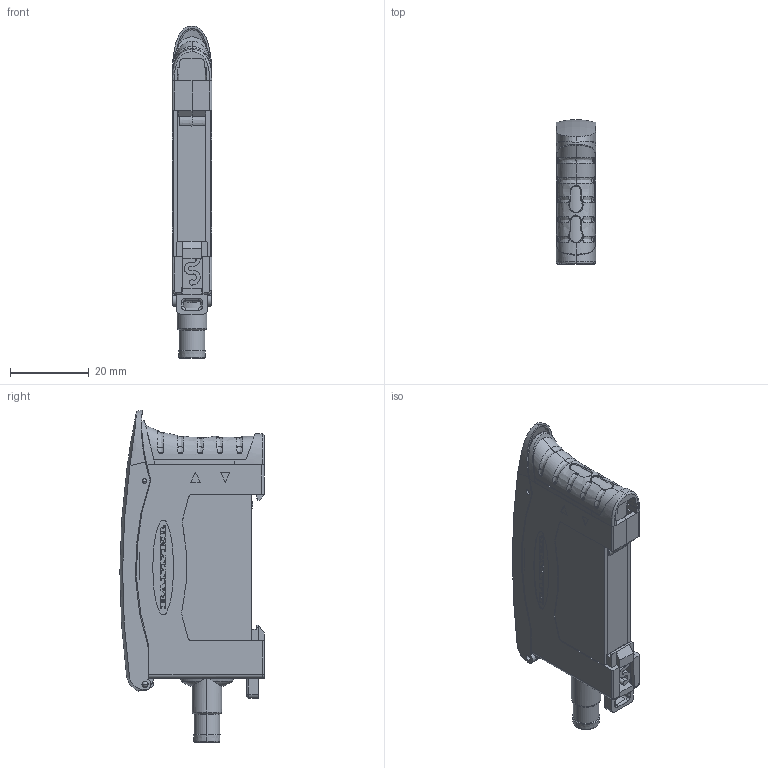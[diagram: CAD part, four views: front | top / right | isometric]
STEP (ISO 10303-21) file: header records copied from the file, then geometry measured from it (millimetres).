
FILE_DESCRIPTION((''),'2;1');
FILE_NAME('156685_SM01_ASM','2022-06-23T13:32:36',('PDMAdmin'),('BANNER ENGINEERING'),'CREO PARAMETRIC BY PTC INC, 2019292','CREO PARAMETRIC BY PTC INC, 2019292','');
FILE_SCHEMA(('CONFIG_CONTROL_DESIGN'));
Products named in the file (2): 156685_EP01; 156685_SM01_ASM
Assembly tree (1 placements, depth 2):
  156685_SM01_ASM
    156685_EP01
Bounding box: 10.1 x 36.57 x 84.2 mm (x, y, z)
Volume: 18268.8 mm3; surface area: 15434.8 mm2
Topology: 1 solids, 1 shells, 1556 faces, 4338 edges, 2785 vertices
Faces by surface type: plane 672, extrusion 383, cylinder 269, bspline 120, torus 59, sphere 36, cone 17
Entity records: 63055 total; most frequent: CARTESIAN_POINT 25514, ORIENTED_EDGE 8632, DIRECTION 6264, EDGE_CURVE 4316, VERTEX_POINT 2785, VECTOR 2686, LINE 2303, AXIS2_PLACEMENT_3D 1789
